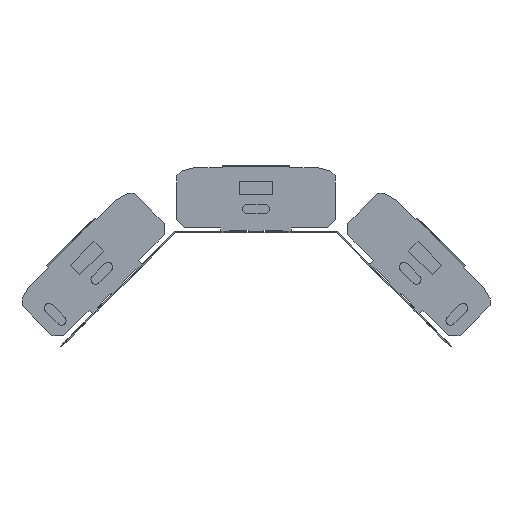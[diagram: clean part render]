
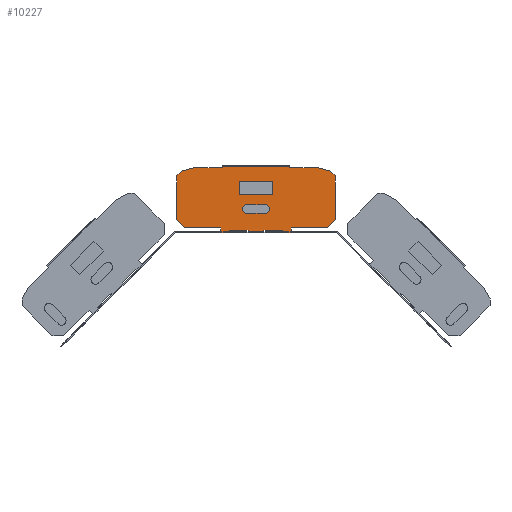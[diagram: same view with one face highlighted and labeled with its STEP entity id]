
A CAD part, left-side view. The second image highlights one B-rep face of the part: STEP entity #10227.
In plain terms, the highlighted planar face has unit normal (-1, 0, 0).
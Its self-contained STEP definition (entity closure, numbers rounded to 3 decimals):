
#165=FACE_OUTER_BOUND('',#575,.T.);
#575=EDGE_LOOP('',(#8021,#8022,#8023,#8024,#8025,#8026,#8027,#8028,#8029,
#8030,#8031,#8032,#8033,#8034,#8035,#8036,#8037,#8038,#8039,#8040,#8041,
#8042,#8043,#8044,#8045,#8046));
#1426=LINE('',#14665,#2962);
#1430=LINE('',#14673,#2966);
#1434=LINE('',#14681,#2970);
#1815=LINE('',#15318,#3351);
#1818=LINE('',#15324,#3354);
#1822=LINE('',#15331,#3358);
#1823=LINE('',#15332,#3359);
#1824=LINE('',#15334,#3360);
#1825=LINE('',#15336,#3361);
#1826=LINE('',#15338,#3362);
#1827=LINE('',#15340,#3363);
#1828=LINE('',#15342,#3364);
#1829=LINE('',#15344,#3365);
#1830=LINE('',#15346,#3366);
#1831=LINE('',#15348,#3367);
#1832=LINE('',#15350,#3368);
#1833=LINE('',#15352,#3369);
#1834=LINE('',#15354,#3370);
#1835=LINE('',#15356,#3371);
#1836=LINE('',#15358,#3372);
#1837=LINE('',#15360,#3373);
#1838=LINE('',#15362,#3374);
#1839=LINE('',#15363,#3375);
#1840=LINE('',#15365,#3376);
#1841=LINE('',#15367,#3377);
#1842=LINE('',#15368,#3378);
#2962=VECTOR('',#11705,1.);
#2966=VECTOR('',#11709,1.);
#2970=VECTOR('',#11713,1.);
#3351=VECTOR('',#12270,1.);
#3354=VECTOR('',#12275,1.);
#3358=VECTOR('',#12281,1.);
#3359=VECTOR('',#12282,1.);
#3360=VECTOR('',#12283,1.);
#3361=VECTOR('',#12284,1.);
#3362=VECTOR('',#12285,1.);
#3363=VECTOR('',#12286,1.);
#3364=VECTOR('',#12287,1.);
#3365=VECTOR('',#12288,1.);
#3366=VECTOR('',#12289,1.);
#3367=VECTOR('',#12290,1.);
#3368=VECTOR('',#12291,1.);
#3369=VECTOR('',#12292,1.);
#3370=VECTOR('',#12293,1.);
#3371=VECTOR('',#12294,1.);
#3372=VECTOR('',#12295,1.);
#3373=VECTOR('',#12296,1.);
#3374=VECTOR('',#12297,1.);
#3375=VECTOR('',#12298,1.);
#3376=VECTOR('',#12299,1.);
#3377=VECTOR('',#12300,1.);
#3378=VECTOR('',#12301,1.);
#4545=VERTEX_POINT('',#14662);
#4546=VERTEX_POINT('',#14664);
#4549=VERTEX_POINT('',#14670);
#4550=VERTEX_POINT('',#14672);
#4553=VERTEX_POINT('',#14678);
#4554=VERTEX_POINT('',#14680);
#4722=VERTEX_POINT('',#15317);
#4724=VERTEX_POINT('',#15323);
#4726=VERTEX_POINT('',#15330);
#4727=VERTEX_POINT('',#15333);
#4728=VERTEX_POINT('',#15335);
#4729=VERTEX_POINT('',#15337);
#4730=VERTEX_POINT('',#15339);
#4731=VERTEX_POINT('',#15341);
#4732=VERTEX_POINT('',#15343);
#4733=VERTEX_POINT('',#15345);
#4734=VERTEX_POINT('',#15347);
#4735=VERTEX_POINT('',#15349);
#4736=VERTEX_POINT('',#15351);
#4737=VERTEX_POINT('',#15353);
#4738=VERTEX_POINT('',#15355);
#4739=VERTEX_POINT('',#15357);
#4740=VERTEX_POINT('',#15359);
#4741=VERTEX_POINT('',#15361);
#4742=VERTEX_POINT('',#15364);
#4743=VERTEX_POINT('',#15366);
#5674=EDGE_CURVE('',#4545,#4546,#1426,.T.);
#5678=EDGE_CURVE('',#4549,#4550,#1430,.T.);
#5682=EDGE_CURVE('',#4553,#4554,#1434,.T.);
#6063=EDGE_CURVE('',#4545,#4722,#1815,.T.);
#6066=EDGE_CURVE('',#4546,#4724,#1818,.T.);
#6070=EDGE_CURVE('',#4726,#4549,#1822,.T.);
#6071=EDGE_CURVE('',#4724,#4726,#1823,.T.);
#6072=EDGE_CURVE('',#4727,#4722,#1824,.T.);
#6073=EDGE_CURVE('',#4728,#4727,#1825,.T.);
#6074=EDGE_CURVE('',#4729,#4728,#1826,.T.);
#6075=EDGE_CURVE('',#4730,#4729,#1827,.T.);
#6076=EDGE_CURVE('',#4731,#4730,#1828,.T.);
#6077=EDGE_CURVE('',#4731,#4732,#1829,.T.);
#6078=EDGE_CURVE('',#4732,#4733,#1830,.T.);
#6079=EDGE_CURVE('',#4733,#4734,#1831,.T.);
#6080=EDGE_CURVE('',#4735,#4734,#1832,.T.);
#6081=EDGE_CURVE('',#4735,#4736,#1833,.T.);
#6082=EDGE_CURVE('',#4736,#4737,#1834,.T.);
#6083=EDGE_CURVE('',#4737,#4738,#1835,.T.);
#6084=EDGE_CURVE('',#4738,#4739,#1836,.T.);
#6085=EDGE_CURVE('',#4739,#4740,#1837,.T.);
#6086=EDGE_CURVE('',#4740,#4741,#1838,.T.);
#6087=EDGE_CURVE('',#4554,#4741,#1839,.T.);
#6088=EDGE_CURVE('',#4742,#4553,#1840,.T.);
#6089=EDGE_CURVE('',#4743,#4742,#1841,.T.);
#6090=EDGE_CURVE('',#4550,#4743,#1842,.T.);
#8021=ORIENTED_EDGE('',*,*,#5678,.F.);
#8022=ORIENTED_EDGE('',*,*,#6070,.F.);
#8023=ORIENTED_EDGE('',*,*,#6071,.F.);
#8024=ORIENTED_EDGE('',*,*,#6066,.F.);
#8025=ORIENTED_EDGE('',*,*,#5674,.F.);
#8026=ORIENTED_EDGE('',*,*,#6063,.T.);
#8027=ORIENTED_EDGE('',*,*,#6072,.F.);
#8028=ORIENTED_EDGE('',*,*,#6073,.F.);
#8029=ORIENTED_EDGE('',*,*,#6074,.F.);
#8030=ORIENTED_EDGE('',*,*,#6075,.F.);
#8031=ORIENTED_EDGE('',*,*,#6076,.F.);
#8032=ORIENTED_EDGE('',*,*,#6077,.T.);
#8033=ORIENTED_EDGE('',*,*,#6078,.T.);
#8034=ORIENTED_EDGE('',*,*,#6079,.T.);
#8035=ORIENTED_EDGE('',*,*,#6080,.F.);
#8036=ORIENTED_EDGE('',*,*,#6081,.T.);
#8037=ORIENTED_EDGE('',*,*,#6082,.T.);
#8038=ORIENTED_EDGE('',*,*,#6083,.T.);
#8039=ORIENTED_EDGE('',*,*,#6084,.T.);
#8040=ORIENTED_EDGE('',*,*,#6085,.T.);
#8041=ORIENTED_EDGE('',*,*,#6086,.T.);
#8042=ORIENTED_EDGE('',*,*,#6087,.F.);
#8043=ORIENTED_EDGE('',*,*,#5682,.F.);
#8044=ORIENTED_EDGE('',*,*,#6088,.F.);
#8045=ORIENTED_EDGE('',*,*,#6089,.F.);
#8046=ORIENTED_EDGE('',*,*,#6090,.F.);
#9817=PLANE('',#10734);
#10227=ADVANCED_FACE('',(#165),#9817,.F.);
#10734=AXIS2_PLACEMENT_3D('',#15329,#12279,#12280);
#11705=DIRECTION('',(0.,1.,0.));
#11709=DIRECTION('',(0.,1.,0.));
#11713=DIRECTION('',(0.,1.,0.));
#12270=DIRECTION('',(0.,0.,1.));
#12275=DIRECTION('',(0.,0.,1.));
#12279=DIRECTION('center_axis',(1.,0.,0.));
#12280=DIRECTION('ref_axis',(0.,1.,0.));
#12281=DIRECTION('',(0.,0.,-1.));
#12282=DIRECTION('',(0.,1.,0.));
#12283=DIRECTION('',(0.,1.,0.));
#12284=DIRECTION('',(0.,0.707,-0.707));
#12285=DIRECTION('',(0.,0.,-1.));
#12286=DIRECTION('',(0.,-0.707,-0.707));
#12287=DIRECTION('',(0.,-0.966,-0.259));
#12288=DIRECTION('',(0.,1.,0.));
#12289=DIRECTION('',(0.,0.,1.));
#12290=DIRECTION('',(0.,1.,0.));
#12291=DIRECTION('',(0.,0.,1.));
#12292=DIRECTION('',(0.,1.,0.));
#12293=DIRECTION('',(0.,0.966,-0.259));
#12294=DIRECTION('',(0.,0.707,-0.707));
#12295=DIRECTION('',(0.,0.,-1.));
#12296=DIRECTION('',(0.,-0.707,-0.707));
#12297=DIRECTION('',(0.,-1.,0.));
#12298=DIRECTION('',(0.,0.,1.));
#12299=DIRECTION('',(0.,0.,-1.));
#12300=DIRECTION('',(0.,1.,0.));
#12301=DIRECTION('',(0.,0.,1.));
#14662=CARTESIAN_POINT('',(3.665,30.64,-3.695));
#14664=CARTESIAN_POINT('',(3.665,36.64,-3.695));
#14665=CARTESIAN_POINT('',(3.665,-15.66,-3.695));
#14670=CARTESIAN_POINT('',(3.665,50.64,-3.695));
#14672=CARTESIAN_POINT('',(3.665,62.44,-3.695));
#14673=CARTESIAN_POINT('',(3.665,-15.66,-3.695));
#14678=CARTESIAN_POINT('',(3.665,76.44,-3.695));
#14680=CARTESIAN_POINT('',(3.665,82.44,-3.695));
#14681=CARTESIAN_POINT('',(3.665,-15.66,-3.695));
#15317=CARTESIAN_POINT('',(3.665,30.64,0.));
#15318=CARTESIAN_POINT('',(3.665,30.64,-0.948));
#15323=CARTESIAN_POINT('',(3.665,36.64,-1.902));
#15324=CARTESIAN_POINT('',(3.665,36.64,21.249));
#15329=CARTESIAN_POINT('Origin',(3.665,31.54,44.4));
#15330=CARTESIAN_POINT('',(3.665,50.64,-1.902));
#15331=CARTESIAN_POINT('',(3.665,50.64,21.249));
#15332=CARTESIAN_POINT('',(3.665,50.49,-1.902));
#15333=CARTESIAN_POINT('',(3.665,3.84,0.));
#15334=CARTESIAN_POINT('',(3.665,17.24,0.));
#15335=CARTESIAN_POINT('',(3.665,-2.16,6.));
#15336=CARTESIAN_POINT('',(3.665,0.84,3.));
#15337=CARTESIAN_POINT('',(3.665,-2.16,38.409));
#15338=CARTESIAN_POINT('',(3.665,-2.16,22.204));
#15339=CARTESIAN_POINT('',(3.665,1.375,41.944));
#15340=CARTESIAN_POINT('',(3.665,-0.393,40.177));
#15341=CARTESIAN_POINT('',(3.665,10.54,44.4));
#15342=CARTESIAN_POINT('',(3.665,5.957,43.172));
#15343=CARTESIAN_POINT('',(3.665,31.54,44.4));
#15344=CARTESIAN_POINT('',(3.665,21.04,44.4));
#15345=CARTESIAN_POINT('',(3.665,31.54,46.4));
#15346=CARTESIAN_POINT('',(3.665,31.54,44.5));
#15347=CARTESIAN_POINT('',(3.665,81.54,46.4));
#15348=CARTESIAN_POINT('',(3.665,44.04,46.4));
#15349=CARTESIAN_POINT('',(3.665,81.54,44.4));
#15350=CARTESIAN_POINT('',(3.665,81.54,44.5));
#15351=CARTESIAN_POINT('',(3.665,102.54,44.4));
#15352=CARTESIAN_POINT('',(3.665,92.04,44.4));
#15353=CARTESIAN_POINT('',(3.665,111.704,41.944));
#15354=CARTESIAN_POINT('',(3.665,107.122,43.172));
#15355=CARTESIAN_POINT('',(3.665,115.24,38.409));
#15356=CARTESIAN_POINT('',(3.665,113.472,40.177));
#15357=CARTESIAN_POINT('',(3.665,115.24,6.));
#15358=CARTESIAN_POINT('',(3.665,115.24,22.204));
#15359=CARTESIAN_POINT('',(3.665,109.24,0.));
#15360=CARTESIAN_POINT('',(3.665,112.24,3.));
#15361=CARTESIAN_POINT('',(3.665,82.44,0.));
#15362=CARTESIAN_POINT('',(3.665,95.84,0.));
#15363=CARTESIAN_POINT('',(3.665,82.44,-0.948));
#15364=CARTESIAN_POINT('',(3.665,76.44,-1.902));
#15365=CARTESIAN_POINT('',(3.665,76.44,21.249));
#15366=CARTESIAN_POINT('',(3.665,62.44,-1.902));
#15367=CARTESIAN_POINT('',(3.665,50.49,-1.902));
#15368=CARTESIAN_POINT('',(3.665,62.44,21.249));
